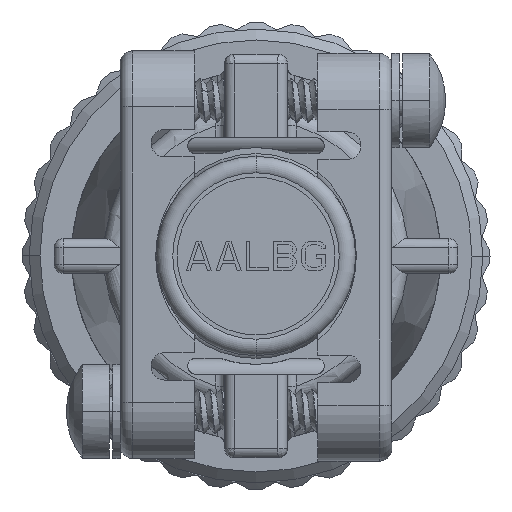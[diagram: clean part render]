
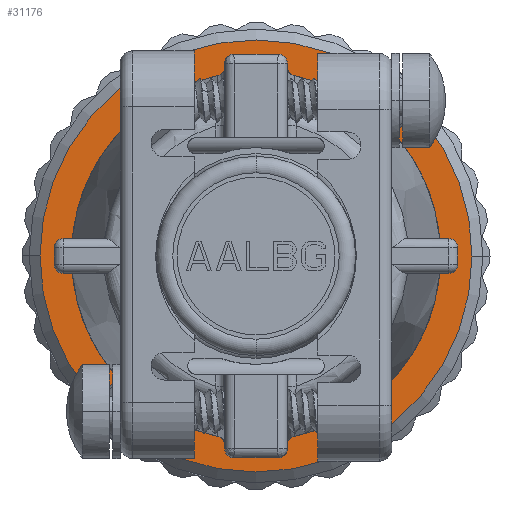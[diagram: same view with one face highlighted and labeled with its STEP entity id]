
A CAD part, front view. The second image highlights one B-rep face of the part: STEP entity #31176.
In plain terms, the highlighted planar face has unit normal (0, -1, 0).
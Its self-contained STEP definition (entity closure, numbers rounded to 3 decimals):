
#2337=CARTESIAN_POINT('',(0.,4.081,0.));
#2338=DIRECTION('',(0.,-1.,0.));
#2339=DIRECTION('',(-1.,0.,0.002));
#2340=AXIS2_PLACEMENT_3D('',#2337,#2338,#2339);
#2342=CARTESIAN_POINT('',(0.,4.081,0.));
#2343=DIRECTION('',(0.,1.,0.));
#2344=DIRECTION('',(-1.,0.,0.002));
#2345=AXIS2_PLACEMENT_3D('',#2342,#2343,#2344);
#2347=CARTESIAN_POINT('',(0.,4.081,0.));
#2348=DIRECTION('',(0.,1.,0.));
#2349=DIRECTION('',(-1.,0.,0.002));
#2350=AXIS2_PLACEMENT_3D('',#2347,#2348,#2349);
#2490=CARTESIAN_POINT('',(0.,4.081,0.));
#2491=DIRECTION('',(0.,-1.,0.));
#2492=DIRECTION('',(-1.,0.,0.002));
#2493=AXIS2_PLACEMENT_3D('',#2490,#2491,#2492);
#27037=CARTESIAN_POINT('',(-11.2,4.081,
0.02));
#27038=CARTESIAN_POINT('',(11.2,4.081,
-0.02));
#27039=VERTEX_POINT('',#27037);
#27040=VERTEX_POINT('',#27038);
#27475=CARTESIAN_POINT('',(-15.19,4.081,
0.027));
#27476=VERTEX_POINT('',#27475);
#27479=CARTESIAN_POINT('',(15.19,4.081,
-0.027));
#27480=VERTEX_POINT('',#27479);
#31161=CARTESIAN_POINT('',(0.,4.081,0.));
#31162=DIRECTION('',(0.,1.,0.));
#31163=DIRECTION('',(1.,0.,-0.002));
#31164=AXIS2_PLACEMENT_3D('',#31161,#31162,#31163);
#31165=PLANE('493',#31164);
#31166=ORIENTED_EDGE('2105',*,*,#31147,.F.);
#31167=ORIENTED_EDGE('2102',*,*,#31129,.T.);
#31168=EDGE_LOOP('493',(#31166,#31167));
#31169=FACE_OUTER_BOUND('493',#31168,.F.);
#31171=ORIENTED_EDGE('1815',*,*,#31170,.F.);
#31173=ORIENTED_EDGE('1817',*,*,#31172,.T.);
#31174=EDGE_LOOP('493',(#31171,#31173));
#31175=FACE_BOUND('493',#31174,.F.);
#2341=CIRCLE('2105',#2340,15.19);
#2346=CIRCLE('2102',#2345,15.19);
#2351=CIRCLE('1815',#2350,11.2);
#2494=CIRCLE('1817',#2493,11.2);
#31129=EDGE_CURVE('2102',#27476,#27480,#2346,.T.);
#31147=EDGE_CURVE('2105',#27476,#27480,#2341,.T.);
#31170=EDGE_CURVE('1815',#27039,#27040,#2351,.T.);
#31172=EDGE_CURVE('1817',#27039,#27040,#2494,.T.);
#31176=ADVANCED_FACE('493',(#31169,#31175),#31165,.F.);
